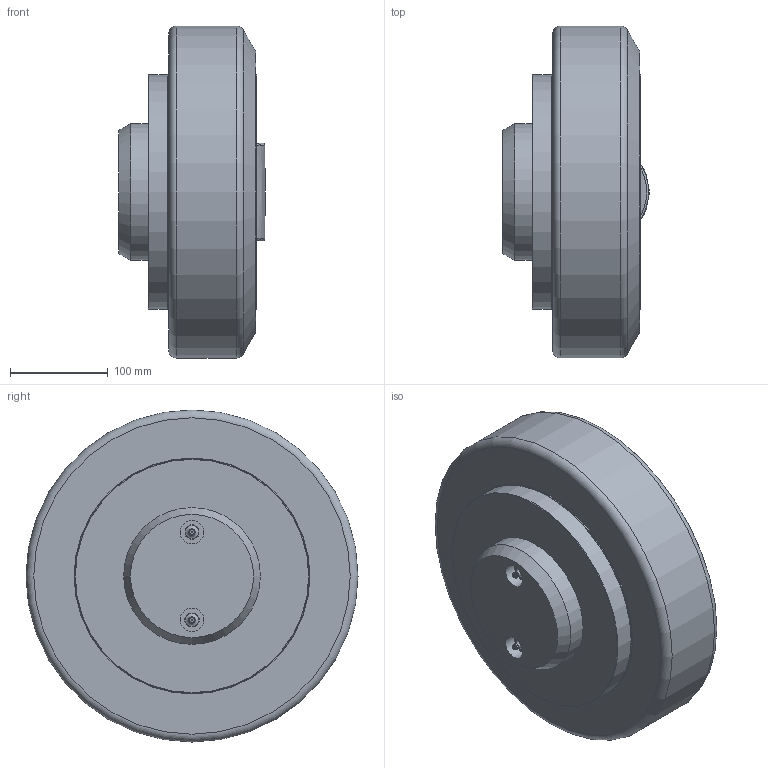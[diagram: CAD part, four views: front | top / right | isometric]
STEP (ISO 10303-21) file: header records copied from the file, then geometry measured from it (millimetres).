
FILE_DESCRIPTION(/* description */ ('-'),/* implementation_level */ '2;1');
FILE_NAME(/* name */ 'ALFATEC_MR340-0610.stp',/* time_stamp */ '2021-02-11T10:08:10+01:00',/* author */ ('kstaebler'),/* organization */ (''),/* preprocessor_version */ 'ST-DEVELOPER v18.1',/* originating_system */ 'Autodesk Inventor 2020',/* authorisation */ '');
FILE_SCHEMA (('AUTOMOTIVE_DESIGN { 1 0 10303 214 3 1 1 }'));
Length unit declared in the file: millimetre
Products named in the file (1): MR 340.0610_Kontur
Bounding box: 150.3 x 340 x 340 mm (x, y, z)
Volume: 6831351.7 mm3; surface area: 665871.7 mm2
Topology: 1 solids, 1 shells, 310 faces, 860 edges, 588 vertices
Faces by surface type: plane 145, cylinder 80, cone 68, torus 12, sphere 4, bspline 1
Full cylindrical faces by diameter (mm): 1.5 x2, 3 x6, 3.289 x2, 6.579 x2, 7 x8, 11.445 x2, 21 x8, 24 x2, 25 x8, 53 x2, 72.4 x1, 86.5 x2, 140 x1, 150 x1, 199.5 x1, 200 x1, 224.2 x4, 240 x1, 241 x4, 241.5 x4, 263 x1, 340 x1
Entity records: 10816 total; most frequent: CARTESIAN_POINT 2424, DIRECTION 1744, ORIENTED_EDGE 1692, EDGE_CURVE 846, AXIS2_PLACEMENT_3D 729, VERTEX_POINT 588, CIRCLE 400, EDGE_LOOP 376
